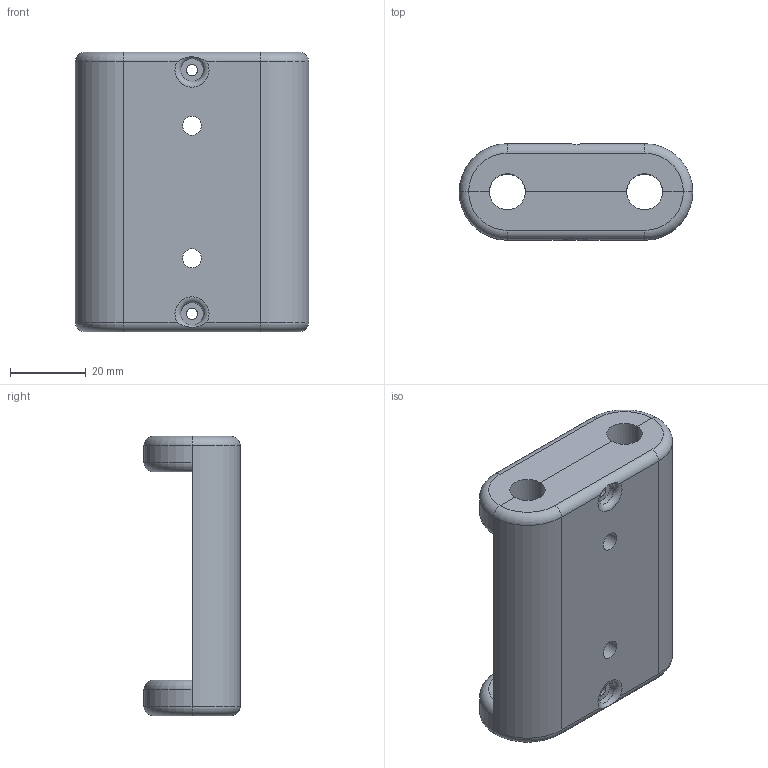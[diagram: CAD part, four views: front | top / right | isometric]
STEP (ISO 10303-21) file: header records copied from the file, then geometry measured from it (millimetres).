
FILE_DESCRIPTION(/* description */ (''),/* implementation_level */ '2;1');
FILE_NAME(/* name */ 'Input Regulator Mount.step',/* time_stamp */ '2024-06-01T19:37:06-04:00',/* author */ (''),/* organization */ (''),/* preprocessor_version */ 'ST-DEVELOPER v20',/* originating_system */ 'Autodesk Translation Framework v13.14.0.145',/* authorisation */ '');
FILE_SCHEMA (('AUTOMOTIVE_DESIGN { 1 0 10303 214 3 1 1 }'));
Length unit declared in the file: millimetre
Products named in the file (1): FusionComponent
Bounding box: 61.69 x 25.4 x 73.8 mm (x, y, z)
Volume: 57669.7 mm3; surface area: 17994.4 mm2
Topology: 3 solids, 3 shells, 90 faces, 234 edges, 152 vertices
Faces by surface type: plane 50, cylinder 26, torus 14
Full cylindrical faces by diameter (mm): 3 x4, 5 x2, 6 x2
Entity records: 2867 total; most frequent: CARTESIAN_POINT 522, DIRECTION 504, ORIENTED_EDGE 468, EDGE_CURVE 234, AXIS2_PLACEMENT_3D 182, VERTEX_POINT 152, LINE 140, VECTOR 140
